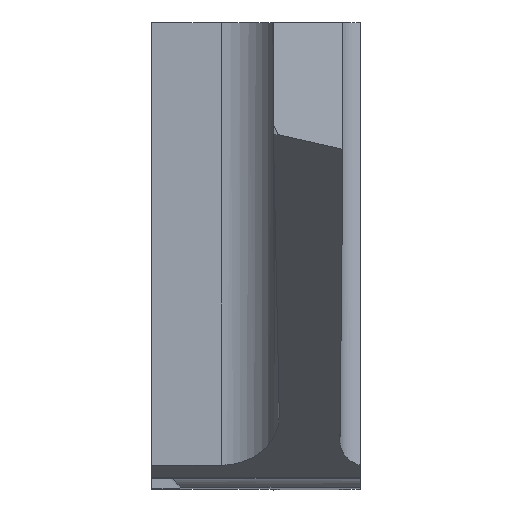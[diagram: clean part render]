
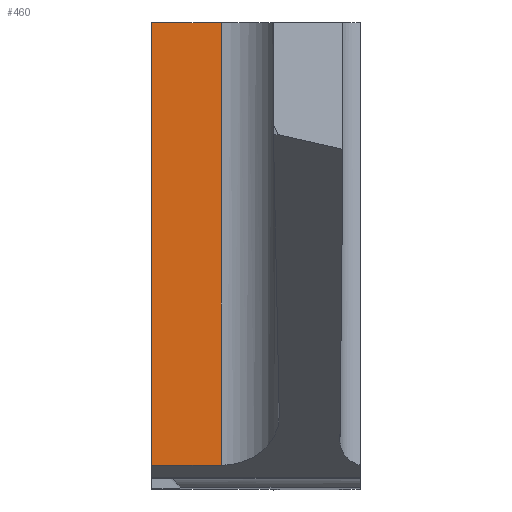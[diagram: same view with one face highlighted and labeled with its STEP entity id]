
A CAD part, top view. The second image highlights one B-rep face of the part: STEP entity #460.
In plain terms, the highlighted planar face has unit normal (0, 0, 1).
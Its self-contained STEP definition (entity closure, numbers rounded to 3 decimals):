
#39 = DIRECTION ( 'NONE',  ( 0., 1., 0. ) ) ;
#64 = VECTOR ( 'NONE', #1158, 1000. ) ;
#80 = LINE ( 'NONE', #510, #64 ) ;
#261 = VECTOR ( 'NONE', #1254, 1000. ) ;
#271 = LINE ( 'NONE', #342, #261 ) ;
#281 = CARTESIAN_POINT ( 'NONE',  ( 3.6, 4., 13.2 ) ) ;
#286 = FACE_OUTER_BOUND ( 'NONE', #944, .T. ) ;
#292 = DIRECTION ( 'NONE',  ( 0., 0., -1. ) ) ;
#306 = VECTOR ( 'NONE', #1179, 1000. ) ;
#332 = EDGE_CURVE ( 'NONE', #406, #792, #338, .T. ) ;
#335 = VECTOR ( 'NONE', #364, 1000. ) ;
#338 = LINE ( 'NONE', #395, #335 ) ;
#342 = CARTESIAN_POINT ( 'NONE',  ( 0., 57.412, 13.199 ) ) ;
#356 = CARTESIAN_POINT ( 'NONE',  ( 0., 57.412, 13.199 ) ) ;
#364 = DIRECTION ( 'NONE',  ( 0., 1., 0. ) ) ;
#374 = AXIS2_PLACEMENT_3D ( 'NONE', #356, #292, #39 ) ;
#395 = CARTESIAN_POINT ( 'NONE',  ( 1.201, 4., 13.2 ) ) ;
#406 = VERTEX_POINT ( 'NONE', #1262 ) ;
#460 = ADVANCED_FACE ( 'NONE', ( #286 ), #1364, .F. ) ;
#498 = EDGE_CURVE ( 'NONE', #632, #778, #271, .T. ) ;
#506 = CARTESIAN_POINT ( 'NONE',  ( 1.201, 4., 13.2 ) ) ;
#510 = CARTESIAN_POINT ( 'NONE',  ( 3.6, -3.63, 13.2 ) ) ;
#587 = ORIENTED_EDGE ( 'NONE', *, *, #791, .F. ) ;
#589 = CARTESIAN_POINT ( 'NONE',  ( 0., -3.63, 13.2 ) ) ;
#594 = ORIENTED_EDGE ( 'NONE', *, *, #332, .T. ) ;
#600 = ORIENTED_EDGE ( 'NONE', *, *, #1113, .F. ) ;
#607 = ORIENTED_EDGE ( 'NONE', *, *, #498, .T. ) ;
#617 = LINE ( 'NONE', #281, #306 ) ;
#632 = VERTEX_POINT ( 'NONE', #1238 ) ;
#778 = VERTEX_POINT ( 'NONE', #589 ) ;
#791 = EDGE_CURVE ( 'NONE', #406, #778, #80, .T. ) ;
#792 = VERTEX_POINT ( 'NONE', #506 ) ;
#944 = EDGE_LOOP ( 'NONE', ( #587, #594, #600, #607 ) ) ;
#1113 = EDGE_CURVE ( 'NONE', #632, #792, #617, .T. ) ;
#1158 = DIRECTION ( 'NONE',  ( -1., 0., 0. ) ) ;
#1179 = DIRECTION ( 'NONE',  ( 1., 0., 0. ) ) ;
#1238 = CARTESIAN_POINT ( 'NONE',  ( 0., 4., 13.2 ) ) ;
#1254 = DIRECTION ( 'NONE',  ( 0., -1., 0. ) ) ;
#1262 = CARTESIAN_POINT ( 'NONE',  ( 1.201, -3.63, 13.2 ) ) ;
#1364 = PLANE ( 'NONE',  #374 ) ;
